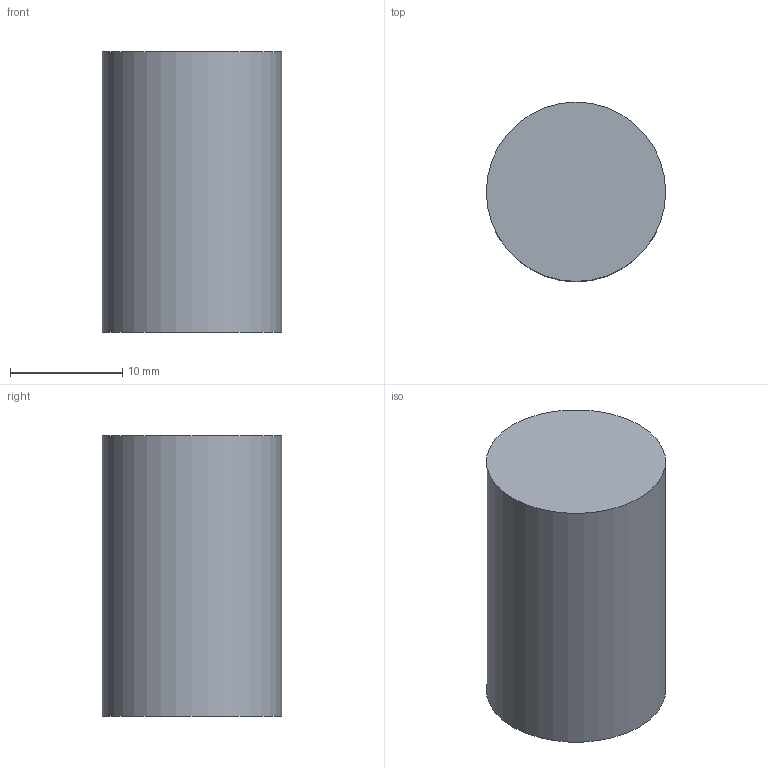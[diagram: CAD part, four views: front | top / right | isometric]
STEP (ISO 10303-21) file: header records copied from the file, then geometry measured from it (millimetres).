
FILE_DESCRIPTION(/* description */ (''),/* implementation_level */ '2;1');
FILE_NAME(/* name */ 'val_rot_ipt_c1ddabc1.STEP',/* time_stamp */ '2020-12-18T13:17:16+03:00',/* author */ ('Yuri'),/* organization */ (''),/* preprocessor_version */ 'ST-DEVELOPER v18.1',/* originating_system */ 'Autodesk Inventor 2021',/* authorisation */ '');
FILE_SCHEMA (('AUTOMOTIVE_DESIGN { 1 0 10303 214 3 1 1 }'));
Length unit declared in the file: millimetre
Products named in the file (1): val_rot
Bounding box: 16 x 16 x 25 mm (x, y, z)
Volume: 5026.5 mm3; surface area: 1658.8 mm2
Topology: 1 solids, 1 shells, 3 faces, 5 edges, 4 vertices
Faces by surface type: plane 2, cylinder 1
Full cylindrical faces by diameter (mm): 16 x1
Entity records: 120 total; most frequent: DIRECTION 17, CARTESIAN_POINT 13, ORIENTED_EDGE 10, AXIS2_PLACEMENT_3D 8, EDGE_CURVE 5, CIRCLE 4, VERTEX_POINT 4, FACE_OUTER_BOUND 3
